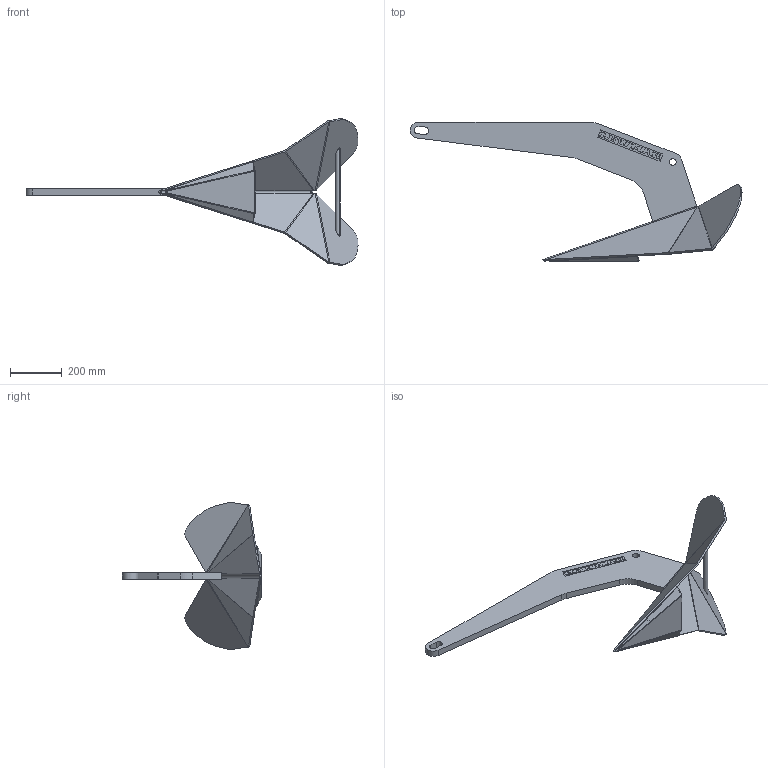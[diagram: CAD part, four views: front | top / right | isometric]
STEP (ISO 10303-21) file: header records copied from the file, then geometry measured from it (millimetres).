
FILE_DESCRIPTION((''),'2;1');
FILE_NAME('69000522_ASM','2013-01-08T',('mdance'),(''),'PRO/ENGINEER BY PARAMETRIC TECHNOLOGY CORPORATION, 2010280','PRO/ENGINEER BY PARAMETRIC TECHNOLOGY CORPORATION, 2010280','');
FILE_SCHEMA(('CONFIG_CONTROL_DESIGN'));
Length unit declared in the file: millimetre
Products named in the file (7): 65001947; 65001948; 65001950; 65001951; 65001949; BALLAST_63KG_DTX; 69000522_ASM
Assembly tree (6 placements, depth 2):
  69000522_ASM
    65001947
    65001948
    65001950
    65001951
    65001949
    BALLAST_63KG_DTX
Bounding box: 1281.01 x 536.85 x 568.37 mm (x, y, z)
Volume: 7734543.3 mm3; surface area: 1200924.4 mm2
Topology: 6 solids, 6 shells, 1453 faces, 4072 edges, 2700 vertices
Faces by surface type: plane 1389, cylinder 32, bspline 18, extrusion 14
Entity records: 46786 total; most frequent: CARTESIAN_POINT 9311, ORIENTED_EDGE 8144, DIRECTION 6916, EDGE_CURVE 4072, VECTOR 3976, LINE 3962, VERTEX_POINT 2700, EDGE_LOOP 1530
